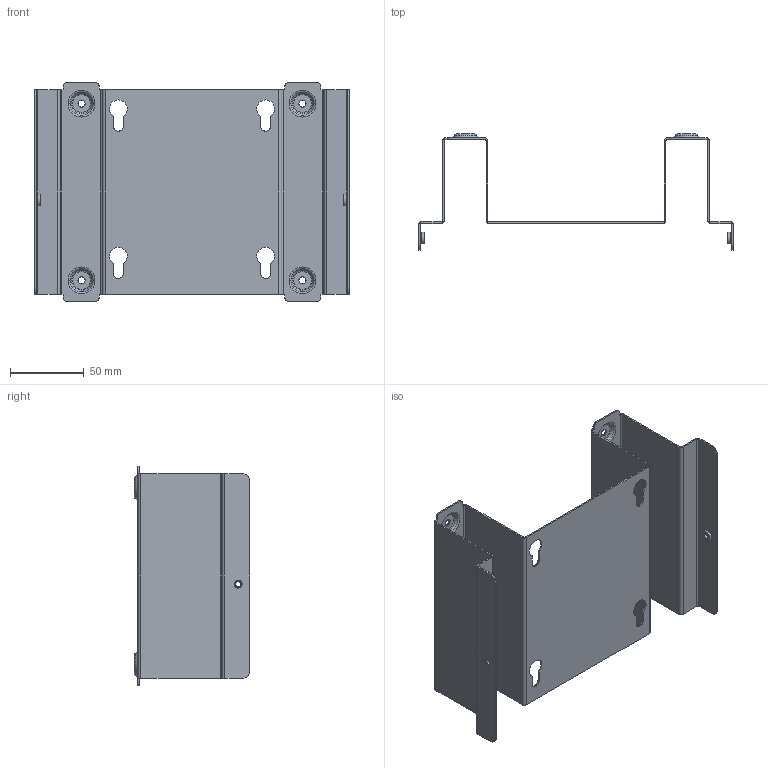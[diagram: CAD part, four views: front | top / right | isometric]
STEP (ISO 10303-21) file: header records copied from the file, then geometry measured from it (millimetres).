
FILE_DESCRIPTION(/* description */ (''),/* implementation_level */ '2;1');
FILE_NAME(/* name */ '6GK8511-2AA00_3d.stp',/* time_stamp */ '2023-05-02T07:33:46+02:00',/* author */ (''),/* organization */ (''),/* preprocessor_version */ 'ST-DEVELOPER v18.102',/* originating_system */ 'SIEMENS PLM Software NX 2027',/* authorisation */ '');
FILE_SCHEMA (('AUTOMOTIVE_DESIGN { 1 0 10303 214 3 1 1 1 }'));
Length unit declared in the file: millimetre
Products named in the file (3): Screw; Body; 1933_6GK8511-2AA00_Simplf
Assembly tree (3 placements, depth 2):
  1933_6GK8511-2AA00_Simplf
    Body
    Screw  x2
Bounding box: 213.5 x 78.6 x 149 mm (x, y, z)
Volume: 65547.5 mm3; surface area: 132626.9 mm2
Topology: 3 solids, 3 shells, 146 faces, 389 edges, 259 vertices
Faces by surface type: plane 64, cylinder 52, torus 16, cone 14
Full cylindrical faces by diameter (mm): 3.422 x2, 4.8 x4, 5.38 x2, 5.4 x2, 7.95 x2
Entity records: 5090 total; most frequent: DIRECTION 732, CARTESIAN_POINT 687, ORIENTED_EDGE 634, EDGE_CURVE 317, AXIS2_PLACEMENT_3D 274, VERTEX_POINT 229, EDGE_LOOP 204, LINE 184
